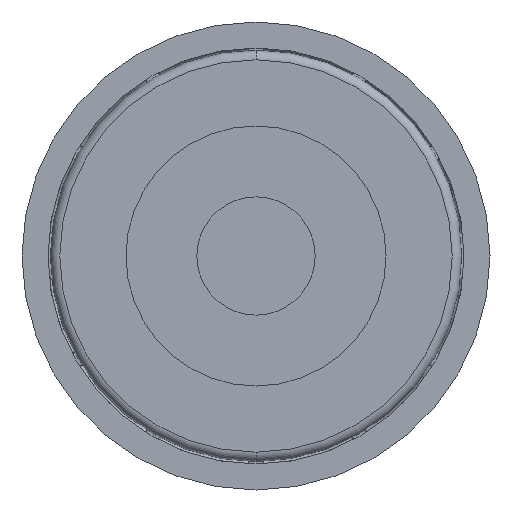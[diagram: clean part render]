
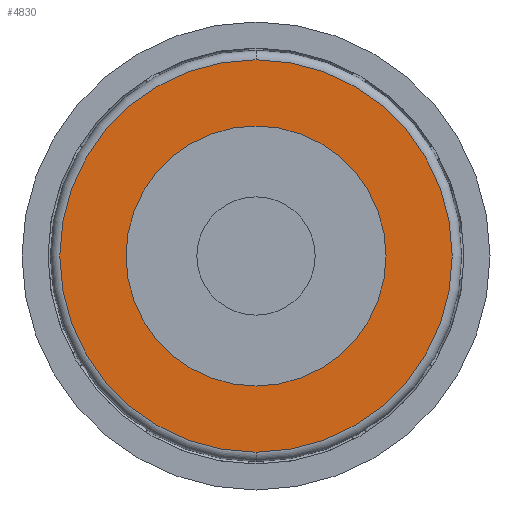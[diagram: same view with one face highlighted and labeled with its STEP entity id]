
A CAD part, front view. The second image highlights one B-rep face of the part: STEP entity #4830.
In plain terms, the highlighted planar face has unit normal (0, -1, 0).
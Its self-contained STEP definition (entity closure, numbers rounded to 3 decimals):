
#786 = FACE_BOUND ( 'NONE', #6355, .T. ) ;
#1021 = CARTESIAN_POINT ( 'NONE',  ( 0., -2., -41.5 ) ) ;
#1386 = AXIS2_PLACEMENT_3D ( 'NONE', #2166, #2150, #2119 ) ;
#1409 = AXIS2_PLACEMENT_3D ( 'NONE', #2820, #2807, #2805 ) ;
#1467 = AXIS2_PLACEMENT_3D ( 'NONE', #3492, #3472, #3458 ) ;
#1496 = AXIS2_PLACEMENT_3D ( 'NONE', #3853, #3835, #3833 ) ;
#1539 = FACE_OUTER_BOUND ( 'NONE', #8296, .T. ) ;
#1929 = CIRCLE ( 'NONE', #1467, 27.5 ) ;
#2119 = DIRECTION ( 'NONE',  ( 0., 0., -1. ) ) ;
#2124 = VERTEX_POINT ( 'NONE', #1021 ) ;
#2150 = DIRECTION ( 'NONE',  ( 0., 1., 0. ) ) ;
#2166 = CARTESIAN_POINT ( 'NONE',  ( 0., -2., 0. ) ) ;
#2349 = ORIENTED_EDGE ( 'NONE', *, *, #6357, .F. ) ;
#2805 = DIRECTION ( 'NONE',  ( 0., 0., -1. ) ) ;
#2807 = DIRECTION ( 'NONE',  ( 0., 1., 0. ) ) ;
#2820 = CARTESIAN_POINT ( 'NONE',  ( 0., -2., 0. ) ) ;
#3014 = AXIS2_PLACEMENT_3D ( 'NONE', #7600, #7548, #7539 ) ;
#3458 = DIRECTION ( 'NONE',  ( 0., 0., -1. ) ) ;
#3472 = DIRECTION ( 'NONE',  ( 0., 1., 0. ) ) ;
#3492 = CARTESIAN_POINT ( 'NONE',  ( 0., -2., 0. ) ) ;
#3665 = CIRCLE ( 'NONE', #1496, 41.5 ) ;
#3833 = DIRECTION ( 'NONE',  ( 0., 0., -1. ) ) ;
#3835 = DIRECTION ( 'NONE',  ( 0., 1., 0. ) ) ;
#3853 = CARTESIAN_POINT ( 'NONE',  ( 0., -2., 0. ) ) ;
#4567 = CARTESIAN_POINT ( 'NONE',  ( 0., -2., -27.5 ) ) ;
#4584 = CIRCLE ( 'NONE', #1386, 41.5 ) ;
#4830 = ADVANCED_FACE ( 'NONE', ( #1539, #786 ), #7575, .T. ) ;
#5283 = ORIENTED_EDGE ( 'NONE', *, *, #6386, .T. ) ;
#5340 = ORIENTED_EDGE ( 'NONE', *, *, #6435, .T. ) ;
#6043 = VERTEX_POINT ( 'NONE', #7371 ) ;
#6355 = EDGE_LOOP ( 'NONE', ( #5340, #5283 ) ) ;
#6357 = EDGE_CURVE ( 'NONE', #2124, #6043, #3665, .T. ) ;
#6386 = EDGE_CURVE ( 'NONE', #9269, #8915, #1929, .T. ) ;
#6435 = EDGE_CURVE ( 'NONE', #8915, #9269, #7069, .T. ) ;
#6490 = EDGE_CURVE ( 'NONE', #6043, #2124, #4584, .T. ) ;
#7069 = CIRCLE ( 'NONE', #1409, 27.5 ) ;
#7213 = ORIENTED_EDGE ( 'NONE', *, *, #6490, .F. ) ;
#7371 = CARTESIAN_POINT ( 'NONE',  ( 0., -2., 41.5 ) ) ;
#7539 = DIRECTION ( 'NONE',  ( 0., 0., -1. ) ) ;
#7548 = DIRECTION ( 'NONE',  ( 0., -1., 0. ) ) ;
#7575 = PLANE ( 'NONE',  #3014 ) ;
#7600 = CARTESIAN_POINT ( 'NONE',  ( 27.5, -2., 0. ) ) ;
#8296 = EDGE_LOOP ( 'NONE', ( #2349, #7213 ) ) ;
#8915 = VERTEX_POINT ( 'NONE', #4567 ) ;
#9269 = VERTEX_POINT ( 'NONE', #10051 ) ;
#10051 = CARTESIAN_POINT ( 'NONE',  ( 0., -2., 27.5 ) ) ;
